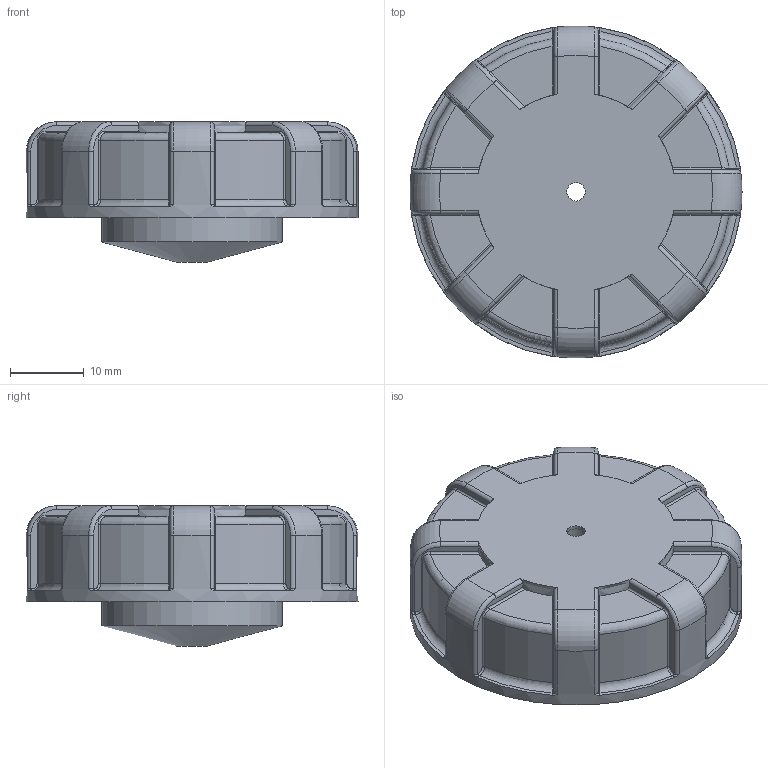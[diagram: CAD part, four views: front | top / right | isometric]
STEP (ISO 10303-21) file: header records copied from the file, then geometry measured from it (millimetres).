
FILE_DESCRIPTION( ( 'Unknown' ), '1' );
FILE_NAME( '6147005_TS35.stp', 'Unknown', ( 'Unknown' ), ( 'Unknown' ), 'PSStep 14.0', 'Unknown', ' ' );
FILE_SCHEMA( ( 'AUTOMOTIVE_DESIGN { 1 0 10303 214 1 1 1 1 }' ) );
Length unit declared in the file: millimetre
Products named in the file (1): 1
Bounding box: 45 x 45 x 19 mm (x, y, z)
Volume: 16888.3 mm3; surface area: 6959.5 mm2
Topology: 1 solids, 1 shells, 227 faces, 554 edges, 332 vertices
Faces by surface type: cylinder 101, bspline 48, torus 40, plane 37, cone 1
Full cylindrical faces by diameter (mm): 2.5 x1, 4 x1, 24.5 x1, 33.376 x1, 45 x1
Entity records: 18966 total; most frequent: CARTESIAN_POINT 12164, ORIENTED_EDGE 1092, DIRECTION 988, EDGE_CURVE 546, AXIS2_PLACEMENT_3D 406, VERTEX_POINT 330, EDGE_LOOP 238, FACE_OUTER_BOUND 232
